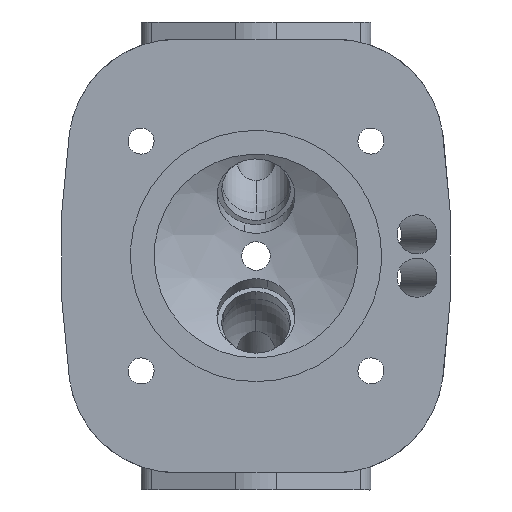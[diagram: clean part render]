
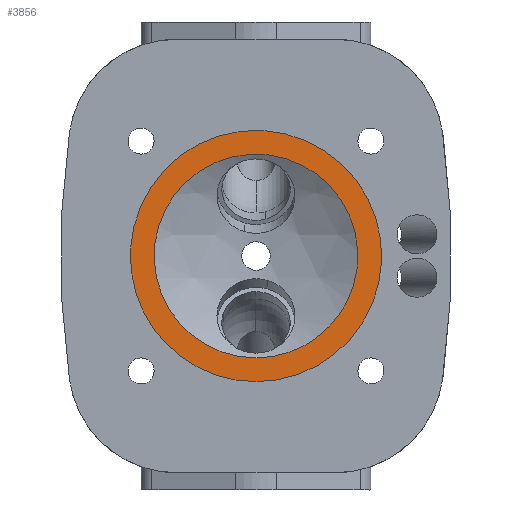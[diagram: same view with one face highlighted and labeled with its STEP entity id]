
A CAD part, left-side view. The second image highlights one B-rep face of the part: STEP entity #3856.
In plain terms, the highlighted planar face has unit normal (-1, 0, 0).
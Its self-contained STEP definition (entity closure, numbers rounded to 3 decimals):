
#1053=CARTESIAN_POINT('POINT62',(226.,
   -55.517,36.789));
#1054=VERTEX_POINT('VERTEX62',#1053);
#1061=CARTESIAN_POINT('POINT63',(226.,
   0.,-38.));
#1062=VERTEX_POINT('VERTEX63',#1061);
#1063=CARTESIAN_POINT('POS57',(226.,
   0.,20.));
#1064=DIRECTION('DIR90',(1.,0.,
   0.));
#1065=DIRECTION('DIR91',(0.,0.957,
   -0.289));
#1066=AXIS2_PLACEMENT_3D('AXIS34',#1063,#1064,#1065);
#1067=CIRCLE('ELLIPSE21',#1066,58.);
#1068=EDGE_CURVE('EDGE90',#1062,#1054,#1067,.F.);
#1092=CARTESIAN_POINT('POINT65',(226.,
   55.517,3.211));
#1093=VERTEX_POINT('VERTEX65',#1092);
#1102=EDGE_CURVE('EDGE94',#1054,#1093,#1067,.F.);
#1114=EDGE_CURVE('EDGE97',#1093,#1062,#1067,.F.);
#3827=ORIENTED_EDGE('COEDGE523',*,*,#1068,.T.);
#3828=ORIENTED_EDGE('COEDGE524',*,*,#1102,.T.);
#3829=ORIENTED_EDGE('COEDGE525',*,*,#1114,.T.);
#3830=EDGE_LOOP('NONE',(#3827,#3828,#3829));
#3831=FACE_BOUND('LOOP1',#3830,.T.);
#3832=CARTESIAN_POINT('POINT261',(226.,
   0.,-27.));
#3833=VERTEX_POINT('VERTEX261',#3832);
#3834=CARTESIAN_POINT('POINT262',(226.,
   -44.988,6.395));
#3835=VERTEX_POINT('VERTEX262',#3834);
#3836=CARTESIAN_POINT('POS364',(226.,
   0.,20.));
#3837=DIRECTION('DIR557',(-1.,0.,
   0.));
#3838=DIRECTION('DIR558',(0.,-0.957,
   -0.289));
#3839=AXIS2_PLACEMENT_3D('AXIS194',#3836,#3837,#3838);
#3840=CIRCLE('ELLIPSE111',#3839,47.);
#3841=EDGE_CURVE('EDGE362',#3833,#3835,#3840,.T.);
#3842=ORIENTED_EDGE('COEDGE526',*,*,#3841,.F.);
#3843=CARTESIAN_POINT('POINT263',(226.,
   44.988,33.605));
#3844=VERTEX_POINT('VERTEX263',#3843);
#3845=EDGE_CURVE('EDGE363',#3844,#3833,#3840,.T.);
#3846=ORIENTED_EDGE('COEDGE527',*,*,#3845,.F.);
#3847=EDGE_CURVE('EDGE364',#3835,#3844,#3840,.T.);
#3848=ORIENTED_EDGE('COEDGE528',*,*,#3847,.F.);
#3849=EDGE_LOOP('NONE',(#3842,#3846,#3848));
#3850=FACE_BOUND('LOOP1',#3849,.T.);
#3851=CARTESIAN_POINT('POS365',(226.,
   0.,20.));
#3852=DIRECTION('DIR559',(1.,0.,
   0.));
#3853=DIRECTION('DIR560',(0.,0.956,
   0.295));
#3854=AXIS2_PLACEMENT_3D('AXIS195',#3851,#3852,#3853);
#3855=PLANE('PLANE32',#3854);
#3856=ADVANCED_FACE('FACE111',(#3831,#3850),#3855,.F.);
